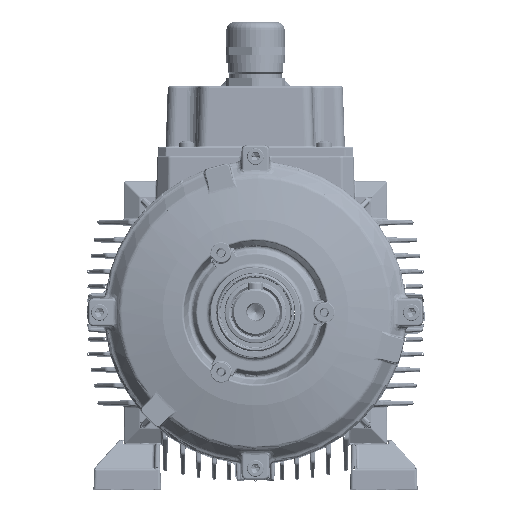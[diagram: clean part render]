
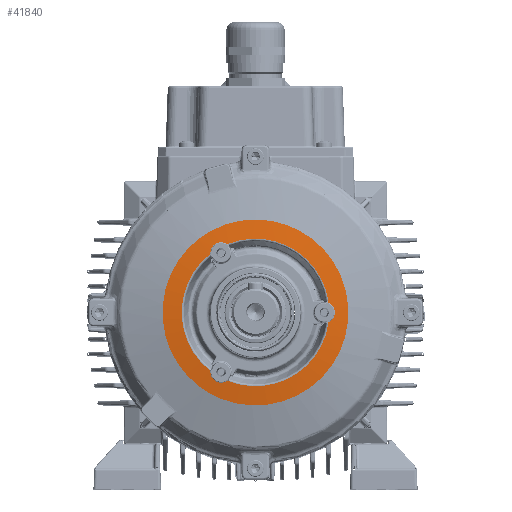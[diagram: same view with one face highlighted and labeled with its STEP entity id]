
A CAD part, top view. The second image highlights one B-rep face of the part: STEP entity #41840.
In plain terms, the highlighted conical face has half-angle 83.497 degrees and reference radius 46.74 mm.
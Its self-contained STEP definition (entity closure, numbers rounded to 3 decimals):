
#5764=B_SPLINE_CURVE_WITH_KNOTS('',3,(#206897,#206898,#206899,#206900,#206901,
#206902,#206903,#206904,#206905,#206906),.UNSPECIFIED.,.F.,.F.,(4,2,2,2,
4),(0.,0.25,0.5,0.75,1.),.UNSPECIFIED.);
#5768=B_SPLINE_CURVE_WITH_KNOTS('',3,(#206961,#206962,#206963,#206964,#206965,
#206966,#206967,#206968,#206969,#206970),.UNSPECIFIED.,.F.,.F.,(4,2,2,2,
4),(0.,0.25,0.5,0.75,1.),.UNSPECIFIED.);
#5773=B_SPLINE_CURVE_WITH_KNOTS('',3,(#207074,#207075,#207076,#207077,#207078,
#207079),.UNSPECIFIED.,.F.,.F.,(4,2,4),(0.,0.3,1.),
 .UNSPECIFIED.);
#5775=B_SPLINE_CURVE_WITH_KNOTS('',3,(#207107,#207108,#207109,#207110,#207111,
#207112),.UNSPECIFIED.,.F.,.F.,(4,2,4),(0.,0.3,1.),
 .UNSPECIFIED.);
#5851=B_SPLINE_CURVE_WITH_KNOTS('',3,(#208343,#208344,#208345,#208346,#208347,
#208348),.UNSPECIFIED.,.F.,.F.,(4,2,4),(0.,0.7,1.),
 .UNSPECIFIED.);
#5854=B_SPLINE_CURVE_WITH_KNOTS('',3,(#208385,#208386,#208387,#208388,#208389,
#208390,#208391,#208392,#208393,#208394),.UNSPECIFIED.,.F.,.F.,(4,2,2,2,
4),(0.,0.25,0.5,0.75,1.),.UNSPECIFIED.);
#5857=B_SPLINE_CURVE_WITH_KNOTS('',3,(#208435,#208436,#208437,#208438,#208439,
#208440),.UNSPECIFIED.,.F.,.F.,(4,2,4),(0.,0.7,1.),
 .UNSPECIFIED.);
#5858=B_SPLINE_CURVE_WITH_KNOTS('',3,(#208441,#208442,#208443,#208444,#208445,
#208446),.UNSPECIFIED.,.F.,.F.,(4,2,4),(0.,0.3,1.),
 .UNSPECIFIED.);
#5859=B_SPLINE_CURVE_WITH_KNOTS('',3,(#208447,#208448,#208449,#208450,#208451,
#208452),.UNSPECIFIED.,.F.,.F.,(4,2,4),(0.,0.7,1.),
 .UNSPECIFIED.);
#14591=CONICAL_SURFACE('',#151211,46.74,83.497);
#15033=FACE_BOUND('',#57331,.T.);
#15034=FACE_BOUND('',#57332,.T.);
#41840=ADVANCED_FACE('',(#15033,#15034),#14591,.T.);
#57331=EDGE_LOOP('',(#73638));
#57332=EDGE_LOOP('',(#73639,#73640,#73641,#73642,#73643,#73644,#73645,#73646,
#73647,#73648,#73649,#73650));
#64012=CIRCLE('',#150882,47.315);
#64151=CIRCLE('',#151105,37.572);
#64155=CIRCLE('',#151110,37.572);
#64204=CIRCLE('',#151201,37.572);
#73638=ORIENTED_EDGE('',*,*,#115694,.F.);
#73639=ORIENTED_EDGE('',*,*,#116022,.T.);
#73640=ORIENTED_EDGE('',*,*,#116047,.T.);
#73641=ORIENTED_EDGE('',*,*,#116050,.T.);
#73642=ORIENTED_EDGE('',*,*,#116195,.T.);
#73643=ORIENTED_EDGE('',*,*,#116199,.T.);
#73644=ORIENTED_EDGE('',*,*,#116054,.T.);
#73645=ORIENTED_EDGE('',*,*,#116056,.T.);
#73646=ORIENTED_EDGE('',*,*,#116202,.T.);
#73647=ORIENTED_EDGE('',*,*,#116026,.T.);
#73648=ORIENTED_EDGE('',*,*,#116203,.T.);
#73649=ORIENTED_EDGE('',*,*,#116179,.T.);
#73650=ORIENTED_EDGE('',*,*,#116204,.T.);
#102931=VERTEX_POINT('',#204862);
#103103=VERTEX_POINT('',#206896);
#103104=VERTEX_POINT('',#206907);
#103107=VERTEX_POINT('',#206960);
#103108=VERTEX_POINT('',#206971);
#103123=VERTEX_POINT('',#207073);
#103125=VERTEX_POINT('',#207095);
#103126=VERTEX_POINT('',#207099);
#103128=VERTEX_POINT('',#207106);
#103129=VERTEX_POINT('',#207126);
#103167=VERTEX_POINT('',#208231);
#103168=VERTEX_POINT('',#208233);
#103174=VERTEX_POINT('',#208342);
#115694=EDGE_CURVE('',#102931,#102931,#64012,.T.);
#116022=EDGE_CURVE('',#103104,#103103,#5764,.T.);
#116026=EDGE_CURVE('',#103108,#103107,#5768,.T.);
#116047=EDGE_CURVE('',#103103,#103123,#5773,.T.);
#116050=EDGE_CURVE('',#103123,#103125,#64151,.T.);
#116054=EDGE_CURVE('',#103126,#103128,#5775,.T.);
#116056=EDGE_CURVE('',#103128,#103129,#64155,.T.);
#116179=EDGE_CURVE('',#103167,#103168,#64204,.T.);
#116195=EDGE_CURVE('',#103125,#103174,#5851,.T.);
#116199=EDGE_CURVE('',#103174,#103126,#5854,.T.);
#116202=EDGE_CURVE('',#103129,#103108,#5857,.T.);
#116203=EDGE_CURVE('',#103107,#103167,#5858,.T.);
#116204=EDGE_CURVE('',#103168,#103104,#5859,.T.);
#150882=AXIS2_PLACEMENT_3D('',#204861,#165652,#165653);
#151105=AXIS2_PLACEMENT_3D('',#207096,#166163,#166164);
#151110=AXIS2_PLACEMENT_3D('',#207127,#166173,#166174);
#151201=AXIS2_PLACEMENT_3D('',#208234,#166362,#166363);
#151211=AXIS2_PLACEMENT_3D('',#208453,#166382,#166383);
#165652=DIRECTION('',(0.,0.,-1.));
#165653=DIRECTION('',(0.,1.,0.));
#166163=DIRECTION('',(0.,0.,-1.));
#166164=DIRECTION('',(0.,1.,0.));
#166173=DIRECTION('',(0.,0.,-1.));
#166174=DIRECTION('',(0.,1.,0.));
#166362=DIRECTION('',(0.,0.,-1.));
#166363=DIRECTION('',(0.,1.,0.));
#166382=DIRECTION('',(0.,0.,-1.));
#166383=DIRECTION('',(0.,-1.,0.));
#204861=CARTESIAN_POINT('',(0.,0.,-11.976));
#204862=CARTESIAN_POINT('',(0.,47.315,-11.976));
#206896=CARTESIAN_POINT('',(-22.889,-29.595,-10.847));
#206897=CARTESIAN_POINT('',(-14.185,-34.62,-10.847));
#206898=CARTESIAN_POINT('',(-15.024,-35.254,-10.95));
#206899=CARTESIAN_POINT('',(-16.065,-35.645,-11.038));
#206900=CARTESIAN_POINT('',(-18.198,-35.78,-11.157));
#206901=CARTESIAN_POINT('',(-19.282,-35.523,-11.188));
#206902=CARTESIAN_POINT('',(-21.117,-34.466,-11.188));
#206903=CARTESIAN_POINT('',(-21.887,-33.648,-11.157));
#206904=CARTESIAN_POINT('',(-22.833,-31.746,-11.039));
#206905=CARTESIAN_POINT('',(-23.019,-30.639,-10.95));
#206906=CARTESIAN_POINT('',(-22.889,-29.595,-10.847));
#206907=CARTESIAN_POINT('',(-14.185,-34.62,-10.847));
#206960=CARTESIAN_POINT('',(37.074,-5.025,-10.847));
#206961=CARTESIAN_POINT('',(37.074,5.025,-10.847));
#206962=CARTESIAN_POINT('',(38.043,4.615,-10.95));
#206963=CARTESIAN_POINT('',(38.902,3.91,-11.038));
#206964=CARTESIAN_POINT('',(40.085,2.13,-11.157));
#206965=CARTESIAN_POINT('',(40.405,1.063,-11.188));
#206966=CARTESIAN_POINT('',(40.407,-1.055,-11.188));
#206967=CARTESIAN_POINT('',(40.083,-2.131,-11.157));
#206968=CARTESIAN_POINT('',(38.909,-3.901,-11.039));
#206969=CARTESIAN_POINT('',(38.044,-4.615,-10.95));
#206970=CARTESIAN_POINT('',(37.074,-5.025,-10.847));
#206971=CARTESIAN_POINT('',(37.074,5.025,-10.847));
#207073=CARTESIAN_POINT('',(-23.521,-29.299,-10.865));
#207074=CARTESIAN_POINT('',(-22.889,-29.595,-10.847));
#207075=CARTESIAN_POINT('',(-22.959,-29.581,-10.851));
#207076=CARTESIAN_POINT('',(-23.027,-29.562,-10.854));
#207077=CARTESIAN_POINT('',(-23.247,-29.483,-10.862));
#207078=CARTESIAN_POINT('',(-23.393,-29.401,-10.865));
#207079=CARTESIAN_POINT('',(-23.521,-29.299,-10.865));
#207095=CARTESIAN_POINT('',(-23.521,29.299,-10.865));
#207096=CARTESIAN_POINT('',(0.,0.,-10.865));
#207099=CARTESIAN_POINT('',(-14.185,34.62,-10.847));
#207106=CARTESIAN_POINT('',(-13.613,35.019,-10.865));
#207107=CARTESIAN_POINT('',(-14.185,34.62,-10.847));
#207108=CARTESIAN_POINT('',(-14.138,34.673,-10.851));
#207109=CARTESIAN_POINT('',(-14.088,34.723,-10.854));
#207110=CARTESIAN_POINT('',(-13.909,34.874,-10.862));
#207111=CARTESIAN_POINT('',(-13.765,34.96,-10.865));
#207112=CARTESIAN_POINT('',(-13.613,35.019,-10.865));
#207126=CARTESIAN_POINT('',(37.134,5.72,-10.865));
#207127=CARTESIAN_POINT('',(0.,0.,-10.865));
#208231=CARTESIAN_POINT('',(37.134,-5.72,-10.865));
#208233=CARTESIAN_POINT('',(-13.613,-35.019,-10.865));
#208234=CARTESIAN_POINT('',(0.,0.,-10.865));
#208342=CARTESIAN_POINT('',(-22.889,29.595,-10.847));
#208343=CARTESIAN_POINT('',(-23.521,29.299,-10.865));
#208344=CARTESIAN_POINT('',(-23.393,29.401,-10.865));
#208345=CARTESIAN_POINT('',(-23.247,29.483,-10.862));
#208346=CARTESIAN_POINT('',(-23.027,29.562,-10.854));
#208347=CARTESIAN_POINT('',(-22.959,29.581,-10.851));
#208348=CARTESIAN_POINT('',(-22.889,29.595,-10.847));
#208385=CARTESIAN_POINT('',(-22.889,29.595,-10.847));
#208386=CARTESIAN_POINT('',(-23.018,30.638,-10.95));
#208387=CARTESIAN_POINT('',(-22.837,31.736,-11.038));
#208388=CARTESIAN_POINT('',(-21.887,33.65,-11.157));
#208389=CARTESIAN_POINT('',(-21.123,34.46,-11.188));
#208390=CARTESIAN_POINT('',(-19.29,35.521,-11.188));
#208391=CARTESIAN_POINT('',(-18.196,35.779,-11.157));
#208392=CARTESIAN_POINT('',(-16.077,35.647,-11.039));
#208393=CARTESIAN_POINT('',(-15.025,35.254,-10.95));
#208394=CARTESIAN_POINT('',(-14.185,34.62,-10.847));
#208435=CARTESIAN_POINT('',(37.134,5.72,-10.865));
#208436=CARTESIAN_POINT('',(37.159,5.559,-10.865));
#208437=CARTESIAN_POINT('',(37.157,5.391,-10.862));
#208438=CARTESIAN_POINT('',(37.115,5.161,-10.854));
#208439=CARTESIAN_POINT('',(37.097,5.092,-10.851));
#208440=CARTESIAN_POINT('',(37.074,5.025,-10.847));
#208441=CARTESIAN_POINT('',(37.074,-5.025,-10.847));
#208442=CARTESIAN_POINT('',(37.097,-5.092,-10.851));
#208443=CARTESIAN_POINT('',(37.115,-5.161,-10.854));
#208444=CARTESIAN_POINT('',(37.157,-5.391,-10.862));
#208445=CARTESIAN_POINT('',(37.159,-5.559,-10.865));
#208446=CARTESIAN_POINT('',(37.134,-5.72,-10.865));
#208447=CARTESIAN_POINT('',(-13.613,-35.019,-10.865));
#208448=CARTESIAN_POINT('',(-13.765,-34.96,-10.865));
#208449=CARTESIAN_POINT('',(-13.909,-34.874,-10.862));
#208450=CARTESIAN_POINT('',(-14.088,-34.723,-10.854));
#208451=CARTESIAN_POINT('',(-14.138,-34.673,-10.851));
#208452=CARTESIAN_POINT('',(-14.185,-34.62,-10.847));
#208453=CARTESIAN_POINT('',(0.,0.,-11.91));
